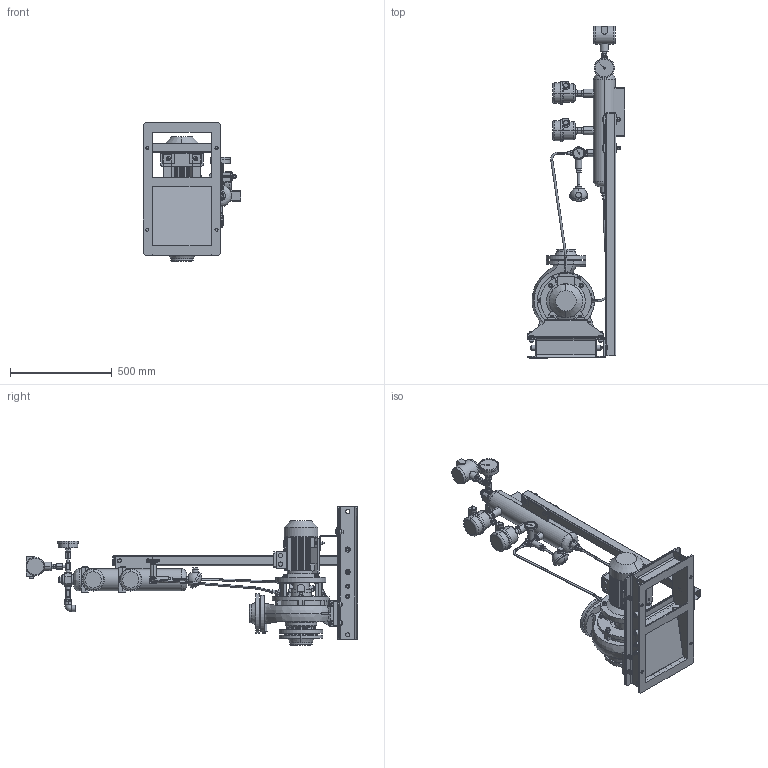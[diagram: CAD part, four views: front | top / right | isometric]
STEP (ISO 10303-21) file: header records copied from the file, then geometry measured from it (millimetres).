
FILE_DESCRIPTION (( 'STEP AP203' ), '1' );
FILE_NAME ('221-215-55Ò-ÐÑ2-43-02.step', '2023-07-26T14:45:38', ( 'adb' ), ( '' ), 'SwSTEP 2.0', 'SolidWorks 2016', '' );
FILE_SCHEMA (( 'CONFIG_CONTROL_DESIGN' ));
Products named in the file (1): 221-215-55Ò-ÐÑ2-43-02
Bounding box: 479 x 1630.5 x 680 mm (x, y, z)
Volume: 24754829.7 mm3; surface area: 4127478.2 mm2
Topology: 32 solids, 45 shells, 3073 faces, 7804 edges, 5017 vertices
Faces by surface type: plane 1557, cylinder 1127, cone 278, torus 65, bspline 36, sphere 10
Entity records: 107261 total; most frequent: CARTESIAN_POINT 32169, DIRECTION 15865, ORIENTED_EDGE 15576, EDGE_CURVE 7788, AXIS2_PLACEMENT_3D 6017, VERTEX_POINT 5011, LINE 3831, VECTOR 3831
